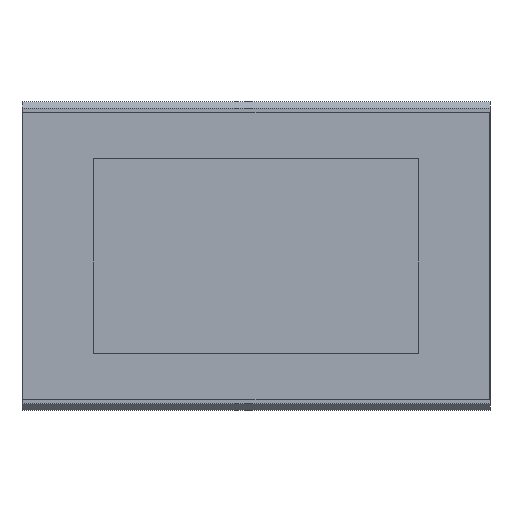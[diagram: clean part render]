
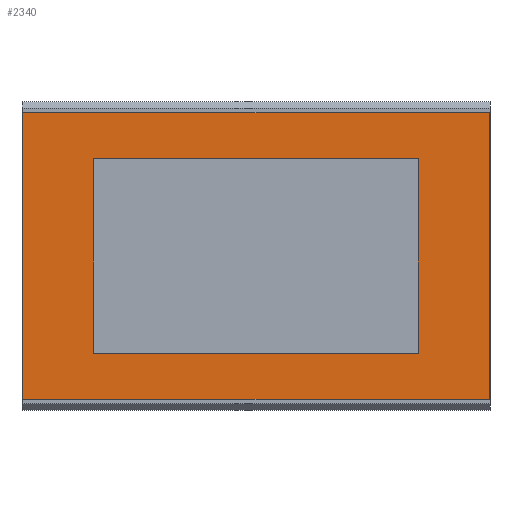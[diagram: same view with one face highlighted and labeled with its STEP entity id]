
A CAD part, top view. The second image highlights one B-rep face of the part: STEP entity #2340.
In plain terms, the highlighted planar face has unit normal (0, 0, 1).
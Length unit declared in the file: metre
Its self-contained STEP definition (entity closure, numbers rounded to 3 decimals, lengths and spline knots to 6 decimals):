
#2340=ADVANCED_FACE('50:930',(#5441,#5442),#5443,.T.);
#5441=FACE_BOUND('',#9723,.T.);
#5442=FACE_OUTER_BOUND('',#9724,.T.);
#5443=PLANE('',#9725);
#9723=EDGE_LOOP('',(#14458,#14459,#14460,#14461));
#9724=EDGE_LOOP('',(#14462,#14463,#14464,#14465));
#9725=AXIS2_PLACEMENT_3D('',#14466,#14467,#14468);
#14458=ORIENTED_EDGE('',*,*,#26148,.F.);
#14459=ORIENTED_EDGE('',*,*,#26149,.F.);
#14460=ORIENTED_EDGE('',*,*,#26150,.F.);
#14461=ORIENTED_EDGE('',*,*,#26151,.F.);
#14462=ORIENTED_EDGE('',*,*,#26121,.F.);
#14463=ORIENTED_EDGE('',*,*,#26152,.F.);
#14464=ORIENTED_EDGE('',*,*,#26142,.F.);
#14465=ORIENTED_EDGE('',*,*,#26146,.F.);
#14466=CARTESIAN_POINT('',(0.081,-0.0774,0.0029));
#14467=DIRECTION('',(0.0,0.0,1.0));
#14468=DIRECTION('',(1.0,0.0,0.0));
#26121=EDGE_CURVE('50:1011',#31044,#31045,#31046,.T.);
#26142=EDGE_CURVE('50:1068',#31075,#31076,#31077,.T.);
#26146=EDGE_CURVE('50:1077',#31045,#31075,#31081,.T.);
#26148=EDGE_CURVE('50:1080',#31083,#31084,#31085,.T.);
#26149=EDGE_CURVE('50:1083',#31086,#31083,#31087,.T.);
#26150=EDGE_CURVE('50:1086',#31088,#31086,#31089,.T.);
#26151=EDGE_CURVE('50:1089',#31084,#31088,#31090,.T.);
#26152=EDGE_CURVE('50:1092',#31076,#31044,#31091,.T.);
#31044=VERTEX_POINT('',#38077);
#31045=VERTEX_POINT('',#38078);
#31046=LINE('',#38079,#38080);
#31075=VERTEX_POINT('',#38119);
#31076=VERTEX_POINT('',#38120);
#31077=LINE('',#38121,#38122);
#31081=LINE('',#38128,#38129);
#31083=VERTEX_POINT('',#38131);
#31084=VERTEX_POINT('',#38132);
#31085=LINE('',#38133,#38134);
#31086=VERTEX_POINT('',#38135);
#31087=LINE('',#38136,#38137);
#31088=VERTEX_POINT('',#38138);
#31089=LINE('',#38139,#38140);
#31090=LINE('',#38141,#38142);
#31091=LINE('',#38143,#38144);
#38077=CARTESIAN_POINT('',(0.19075,-0.01015,0.0029));
#38078=CARTESIAN_POINT('',(0.19075,-0.14465,0.0029));
#38079=CARTESIAN_POINT('',(0.19075,-0.0774,0.0029));
#38080=VECTOR('',#47686,1.0);
#38119=CARTESIAN_POINT('',(-0.02875,-0.14465,0.0029));
#38120=CARTESIAN_POINT('',(-0.02875,-0.01015,0.0029));
#38121=CARTESIAN_POINT('',(-0.02875,-0.0774,0.0029));
#38122=VECTOR('',#47721,1.0);
#38128=CARTESIAN_POINT('',(0.081,-0.14465,0.0029));
#38129=VECTOR('',#47724,1.0);
#38131=CARTESIAN_POINT('',(0.1572,-0.12312,0.0029));
#38132=CARTESIAN_POINT('',(0.1572,-0.03168,0.0029));
#38133=CARTESIAN_POINT('',(0.1572,-0.03168,0.0029));
#38134=VECTOR('',#47725,1.0);
#38135=CARTESIAN_POINT('',(0.0048,-0.12312,0.0029));
#38136=CARTESIAN_POINT('',(0.1572,-0.12312,0.0029));
#38137=VECTOR('',#47726,1.0);
#38138=CARTESIAN_POINT('',(0.0048,-0.03168,0.0029));
#38139=CARTESIAN_POINT('',(0.0048,-0.12312,0.0029));
#38140=VECTOR('',#47727,1.0);
#38141=CARTESIAN_POINT('',(0.0048,-0.03168,0.0029));
#38142=VECTOR('',#47728,1.0);
#38143=CARTESIAN_POINT('',(0.081,-0.01015,0.0029));
#38144=VECTOR('',#47729,1.0);
#47686=DIRECTION('',(0.0,-1.0,0.0));
#47721=DIRECTION('',(0.0,1.0,0.0));
#47724=DIRECTION('',(-1.0,0.0,0.0));
#47725=DIRECTION('',(0.0,1.0,0.0));
#47726=DIRECTION('',(1.0,0.0,0.0));
#47727=DIRECTION('',(-0.0,-1.0,-0.0));
#47728=DIRECTION('',(-1.0,-0.0,-0.0));
#47729=DIRECTION('',(1.0,0.0,0.0));
